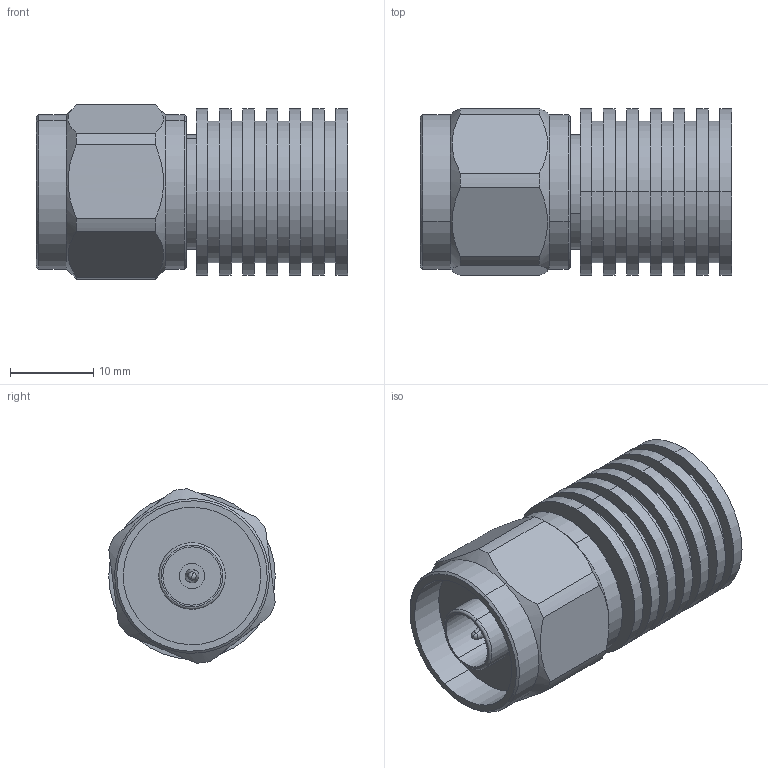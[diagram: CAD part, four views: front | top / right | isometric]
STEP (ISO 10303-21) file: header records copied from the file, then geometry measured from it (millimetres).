
FILE_DESCRIPTION (( 'STEP AP214' ), '1' );
FILE_NAME ('FMTR1183_3D.step', '2024-02-13T20:12:47', ( '' ), ( '' ), 'SwSTEP 2.0', 'SolidWorks 2022', '' );
FILE_SCHEMA (( 'AUTOMOTIVE_DESIGN' ));
Length unit declared in the file: inch
Products named in the file (4): TR1183 - L5-6-NM(2)^FMTR1183; WJ-0222-A^TR1183 - L5-6-NM(2)_FMTR1183; FMTR1183_3D; JT-0053-B^TR1183 - L5-6-NM(2)_FMTR1183
Assembly tree (3 placements, depth 3):
  FMTR1183_3D
    TR1183 - L5-6-NM(2)^FMTR1183
      WJ-0222-A^TR1183 - L5-6-NM(2)_FMTR1183
      JT-0053-B^TR1183 - L5-6-NM(2)_FMTR1183
Bounding box: 37.4 x 20.01 x 20.98 mm (x, y, z)
Volume: 9483.2 mm3; surface area: 5109.7 mm2
Topology: 2 solids, 2 shells, 91 faces, 196 edges, 125 vertices
Faces by surface type: cylinder 48, plane 27, cone 12, torus 2, sphere 2
Entity records: 3058 total; most frequent: CARTESIAN_POINT 867, DIRECTION 484, ORIENTED_EDGE 386, AXIS2_PLACEMENT_3D 209, EDGE_CURVE 193, VERTEX_POINT 124, CIRCLE 111, EDGE_LOOP 109
